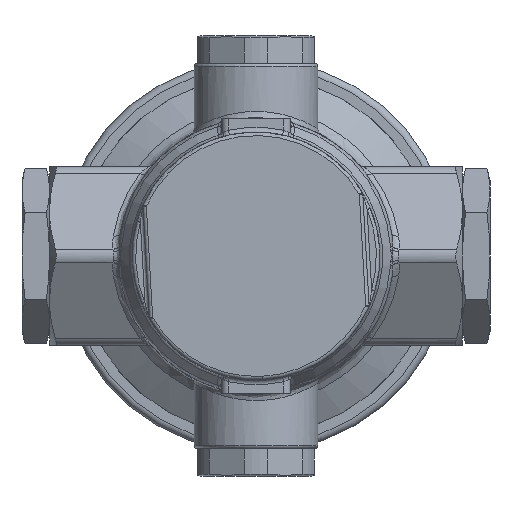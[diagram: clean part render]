
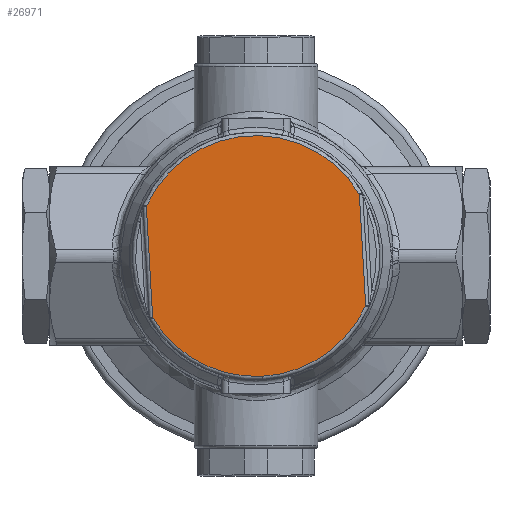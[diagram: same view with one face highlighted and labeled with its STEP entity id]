
A CAD part, front view. The second image highlights one B-rep face of the part: STEP entity #26971.
In plain terms, the highlighted planar face has unit normal (0, -1, 0).
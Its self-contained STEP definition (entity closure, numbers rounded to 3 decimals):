
#4859 = DIRECTION ( 'NONE',  ( 0.056, 0., -0.998 ) ) ;
#17127 = DIRECTION ( 'NONE',  ( 0., -1., 0. ) ) ;
#20438 = PLANE ( 'NONE',  #85518 ) ;
#20866 = CARTESIAN_POINT ( 'NONE',  ( 0., -6., 0. ) ) ;
#26971 = ADVANCED_FACE ( 'NONE', ( #88065 ), #20438, .F. ) ;
#28405 = EDGE_CURVE ( 'NONE', #38282, #110507, #120039, .T. ) ;
#30898 = DIRECTION ( 'NONE',  ( 0.056, 0., -0.998 ) ) ;
#35669 = EDGE_CURVE ( 'NONE', #110507, #45402, #98364, .T. ) ;
#35925 = DIRECTION ( 'NONE',  ( 0., -1., 0. ) ) ;
#36700 = ORIENTED_EDGE ( 'NONE', *, *, #112395, .T. ) ;
#38282 = VERTEX_POINT ( 'NONE', #128033 ) ;
#44980 = VECTOR ( 'NONE', #123158, 1000. ) ;
#45402 = VERTEX_POINT ( 'NONE', #104612 ) ;
#53070 = CARTESIAN_POINT ( 'NONE',  ( -15.012, -6., -9.104 ) ) ;
#62020 = CARTESIAN_POINT ( 'NONE',  ( 15.932, -6., -7.24 ) ) ;
#64820 = DIRECTION ( 'NONE',  ( 0., -1., 0. ) ) ;
#72169 = ORIENTED_EDGE ( 'NONE', *, *, #35669, .T. ) ;
#72406 = ORIENTED_EDGE ( 'NONE', *, *, #91488, .T. ) ;
#73096 = VERTEX_POINT ( 'NONE', #62020 ) ;
#74335 = CARTESIAN_POINT ( 'NONE',  ( -15.932, -6., 7.24 ) ) ;
#77126 = CARTESIAN_POINT ( 'NONE',  ( 0., -6., 0. ) ) ;
#78170 = ORIENTED_EDGE ( 'NONE', *, *, #28405, .T. ) ;
#79744 = ORIENTED_EDGE ( 'NONE', *, *, #101099, .T. ) ;
#85518 = AXIS2_PLACEMENT_3D ( 'NONE', #20866, #90964, #30898 ) ;
#87197 = DIRECTION ( 'NONE',  ( 0.056, 0., -0.998 ) ) ;
#88065 = FACE_OUTER_BOUND ( 'NONE', #99426, .T. ) ;
#88679 = AXIS2_PLACEMENT_3D ( 'NONE', #95993, #35925, #106087 ) ;
#89980 = AXIS2_PLACEMENT_3D ( 'NONE', #124806, #64820, #4859 ) ;
#90964 = DIRECTION ( 'NONE',  ( 0., 1., 0. ) ) ;
#91488 = EDGE_CURVE ( 'NONE', #45402, #119822, #93346, .T. ) ;
#93346 = CIRCLE ( 'NONE', #89980, 17.5 ) ;
#94180 = CARTESIAN_POINT ( 'NONE',  ( 0.983, -6., -17.472 ) ) ;
#95540 = CIRCLE ( 'NONE', #88679, 17.5 ) ;
#95747 = VECTOR ( 'NONE', #119311, 1000. ) ;
#95993 = CARTESIAN_POINT ( 'NONE',  ( 0., -6., 0. ) ) ;
#98364 = LINE ( 'NONE', #53070, #44980 ) ;
#98902 = LINE ( 'NONE', #109232, #95747 ) ;
#99426 = EDGE_LOOP ( 'NONE', ( #72406, #79744, #36700, #78170, #72169 ) ) ;
#101099 = EDGE_CURVE ( 'NONE', #119822, #73096, #95540, .T. ) ;
#104612 = CARTESIAN_POINT ( 'NONE',  ( -15.019, -6., -8.982 ) ) ;
#106087 = DIRECTION ( 'NONE',  ( 0.056, 0., -0.998 ) ) ;
#109232 = CARTESIAN_POINT ( 'NONE',  ( 15.012, -6., 9.104 ) ) ;
#110507 = VERTEX_POINT ( 'NONE', #74335 ) ;
#112395 = EDGE_CURVE ( 'NONE', #73096, #38282, #98902, .T. ) ;
#119311 = DIRECTION ( 'NONE',  ( -0.056, 0., 0.998 ) ) ;
#119822 = VERTEX_POINT ( 'NONE', #94180 ) ;
#120039 = CIRCLE ( 'NONE', #128439, 17.5 ) ;
#123158 = DIRECTION ( 'NONE',  ( 0.056, 0., -0.998 ) ) ;
#124806 = CARTESIAN_POINT ( 'NONE',  ( 0., -6., 0. ) ) ;
#128033 = CARTESIAN_POINT ( 'NONE',  ( 15.019, -6., 8.982 ) ) ;
#128439 = AXIS2_PLACEMENT_3D ( 'NONE', #77126, #17127, #87197 ) ;
